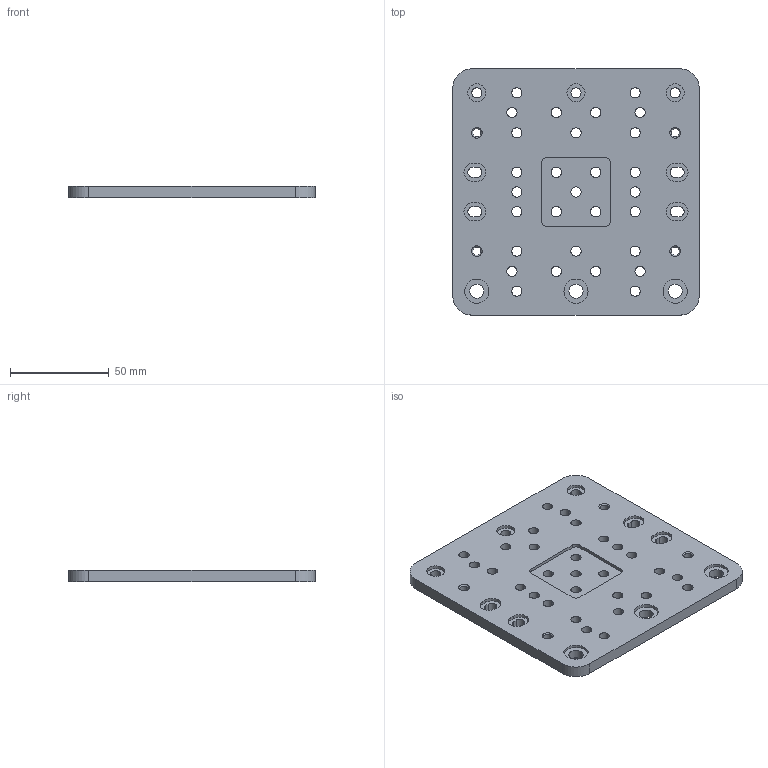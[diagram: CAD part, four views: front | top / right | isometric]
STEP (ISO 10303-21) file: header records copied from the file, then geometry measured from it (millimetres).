
FILE_DESCRIPTION (( 'STEP AP203' ), '1' );
FILE_NAME ('C-Beam Gantry Plate XLarge.STEP', '2016-06-13T00:35:52', ( '' ), ( '' ), 'SwSTEP 2.0', 'SolidWorks 2014', '' );
FILE_SCHEMA (( 'CONFIG_CONTROL_DESIGN' ));
Length unit declared in the file: millimetre
Products named in the file (1): C-Beam Gantry Plate XLarge
Bounding box: 125 x 125 x 6 mm (x, y, z)
Volume: 84654.5 mm3; surface area: 36643.2 mm2
Topology: 1 solids, 1 shells, 167 faces, 454 edges, 300 vertices
Faces by surface type: cylinder 122, plane 37, cone 8
Entity records: 5645 total; most frequent: DIRECTION 1042, CARTESIAN_POINT 922, ORIENTED_EDGE 908, EDGE_CURVE 454, AXIS2_PLACEMENT_3D 420, VERTEX_POINT 300, EDGE_LOOP 264, CIRCLE 252
